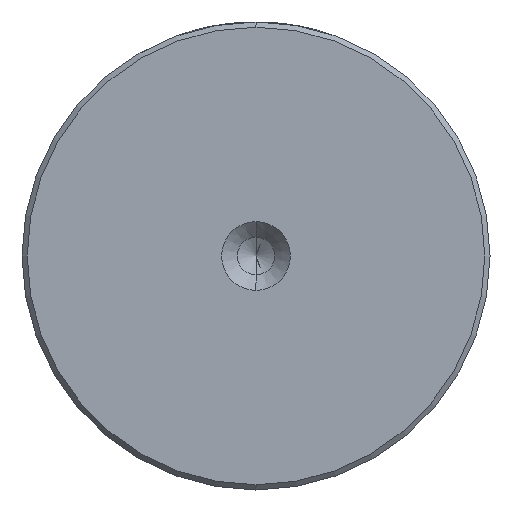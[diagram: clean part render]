
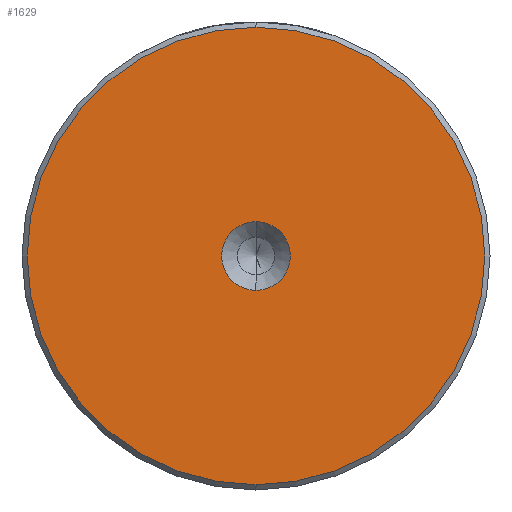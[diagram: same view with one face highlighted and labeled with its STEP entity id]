
A CAD part, left-side view. The second image highlights one B-rep face of the part: STEP entity #1629.
In plain terms, the highlighted planar face has unit normal (-1, 0, 0).
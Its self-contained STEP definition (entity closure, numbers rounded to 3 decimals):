
#191 = ORIENTED_EDGE ( 'NONE', *, *, #3182, .F. ) ;
#226 = CIRCLE ( 'NONE', #3065, 3.3 ) ;
#284 = ORIENTED_EDGE ( 'NONE', *, *, #633, .T. ) ;
#380 = EDGE_CURVE ( 'NONE', #2087, #753, #226, .T. ) ;
#413 = DIRECTION ( 'NONE',  ( 0., 0., 1. ) ) ;
#426 = DIRECTION ( 'NONE',  ( -1., 0., 0. ) ) ;
#435 = CARTESIAN_POINT ( 'NONE',  ( 0., 0., 0. ) ) ;
#523 = EDGE_LOOP ( 'NONE', ( #2121, #191 ) ) ;
#633 = EDGE_CURVE ( 'NONE', #2268, #988, #1110, .T. ) ;
#753 = VERTEX_POINT ( 'NONE', #1349 ) ;
#791 = DIRECTION ( 'NONE',  ( -1., 0., 0. ) ) ;
#797 = CARTESIAN_POINT ( 'NONE',  ( 0., 0., 0. ) ) ;
#866 = DIRECTION ( 'NONE',  ( -1., 0., 0. ) ) ;
#988 = VERTEX_POINT ( 'NONE', #1816 ) ;
#1048 = DIRECTION ( 'NONE',  ( 0., 0., 1. ) ) ;
#1110 = CIRCLE ( 'NONE', #3180, 22. ) ;
#1132 = EDGE_CURVE ( 'NONE', #988, #2268, #2420, .T. ) ;
#1322 = CARTESIAN_POINT ( 'NONE',  ( 0., 0., 22. ) ) ;
#1342 = AXIS2_PLACEMENT_3D ( 'NONE', #2182, #1434, #2195 ) ;
#1349 = CARTESIAN_POINT ( 'NONE',  ( 0., 0., -3.3 ) ) ;
#1434 = DIRECTION ( 'NONE',  ( -1., 0., 0. ) ) ;
#1629 = ADVANCED_FACE ( 'NONE', ( #2203, #2114 ), #1945, .T. ) ;
#1816 = CARTESIAN_POINT ( 'NONE',  ( 0., 0., -22. ) ) ;
#1945 = PLANE ( 'NONE',  #1342 ) ;
#1950 = AXIS2_PLACEMENT_3D ( 'NONE', #2306, #791, #2565 ) ;
#2087 = VERTEX_POINT ( 'NONE', #2521 ) ;
#2114 = FACE_BOUND ( 'NONE', #523, .T. ) ;
#2121 = ORIENTED_EDGE ( 'NONE', *, *, #380, .F. ) ;
#2182 = CARTESIAN_POINT ( 'NONE',  ( 0., 0., 0. ) ) ;
#2195 = DIRECTION ( 'NONE',  ( 0., 0., 1. ) ) ;
#2203 = FACE_OUTER_BOUND ( 'NONE', #3141, .T. ) ;
#2268 = VERTEX_POINT ( 'NONE', #1322 ) ;
#2306 = CARTESIAN_POINT ( 'NONE',  ( 0., 0., 0. ) ) ;
#2379 = CARTESIAN_POINT ( 'NONE',  ( 0., 0., 0. ) ) ;
#2420 = CIRCLE ( 'NONE', #3050, 22. ) ;
#2435 = CIRCLE ( 'NONE', #1950, 3.3 ) ;
#2521 = CARTESIAN_POINT ( 'NONE',  ( 0., 0., 3.3 ) ) ;
#2565 = DIRECTION ( 'NONE',  ( 0., 0., 1. ) ) ;
#2568 = DIRECTION ( 'NONE',  ( -1., 0., 0. ) ) ;
#2641 = DIRECTION ( 'NONE',  ( 0., 0., 1. ) ) ;
#2714 = ORIENTED_EDGE ( 'NONE', *, *, #1132, .T. ) ;
#3050 = AXIS2_PLACEMENT_3D ( 'NONE', #2379, #866, #2641 ) ;
#3065 = AXIS2_PLACEMENT_3D ( 'NONE', #435, #426, #413 ) ;
#3141 = EDGE_LOOP ( 'NONE', ( #2714, #284 ) ) ;
#3180 = AXIS2_PLACEMENT_3D ( 'NONE', #797, #2568, #1048 ) ;
#3182 = EDGE_CURVE ( 'NONE', #753, #2087, #2435, .T. ) ;
